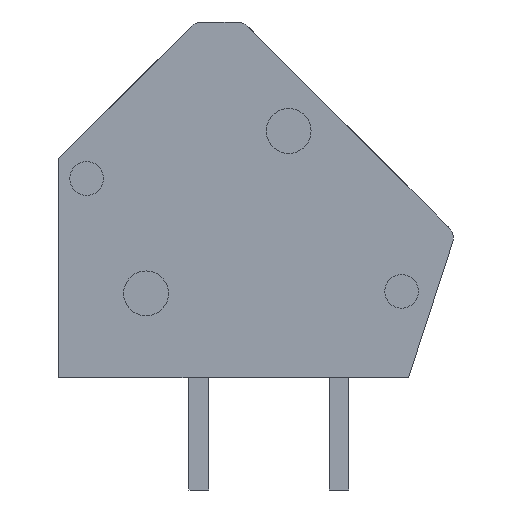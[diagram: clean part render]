
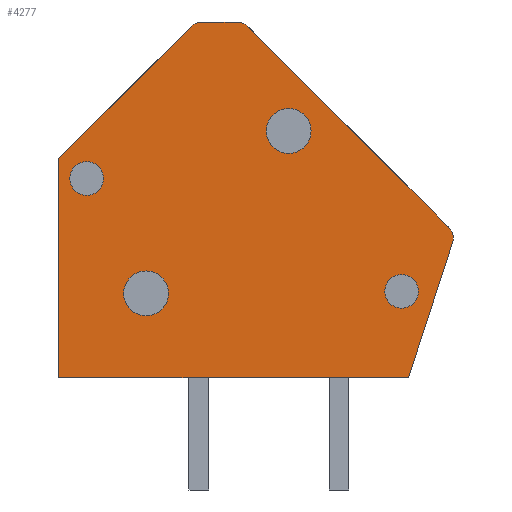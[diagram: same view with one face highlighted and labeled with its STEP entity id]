
A CAD part, left-side view. The second image highlights one B-rep face of the part: STEP entity #4277.
In plain terms, the highlighted planar face has unit normal (-1, 0, 0).
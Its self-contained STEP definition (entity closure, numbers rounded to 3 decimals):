
#1287=CARTESIAN_POINT('',(-10.5,2.325,3.019));
#1288=VERTEX_POINT('',#1287);
#1297=CARTESIAN_POINT('',(-10.5,3.925,3.019));
#1298=VERTEX_POINT('',#1297);
#1299=CARTESIAN_POINT('',(-10.5,3.125,3.019));
#1300=DIRECTION('',(-1.0,0.0,0.0));
#1301=DIRECTION('',(0.0,-1.0,0.0));
#1302=AXIS2_PLACEMENT_3D('',#1299,#1300,#1301);
#1303=CIRCLE('',#1302,0.8);
#1304=EDGE_CURVE('',#1288,#1298,#1303,.T.);
#1329=CARTESIAN_POINT('',(-10.5,-6.596,3.09));
#1330=VERTEX_POINT('',#1329);
#1339=CARTESIAN_POINT('',(-10.5,-5.396,3.09));
#1340=VERTEX_POINT('',#1339);
#1341=CARTESIAN_POINT('',(-10.5,-5.996,3.09));
#1342=DIRECTION('',(-1.0,0.0,0.0));
#1343=DIRECTION('',(0.0,-1.0,0.0));
#1344=AXIS2_PLACEMENT_3D('',#1341,#1342,#1343);
#1345=CIRCLE('',#1344,0.6);
#1346=EDGE_CURVE('',#1330,#1340,#1345,.T.);
#1371=CARTESIAN_POINT('',(-10.5,4.647,7.121));
#1372=VERTEX_POINT('',#1371);
#1381=CARTESIAN_POINT('',(-10.5,5.847,7.121));
#1382=VERTEX_POINT('',#1381);
#1383=CARTESIAN_POINT('',(-10.5,5.247,7.121));
#1384=DIRECTION('',(-1.0,0.0,0.0));
#1385=DIRECTION('',(0.0,-1.0,0.0));
#1386=AXIS2_PLACEMENT_3D('',#1383,#1384,#1385);
#1387=CIRCLE('',#1386,0.6);
#1388=EDGE_CURVE('',#1372,#1382,#1387,.T.);
#1413=CARTESIAN_POINT('',(-10.5,-2.766,8.818));
#1414=VERTEX_POINT('',#1413);
#1423=CARTESIAN_POINT('',(-10.5,-1.166,8.818));
#1424=VERTEX_POINT('',#1423);
#1425=CARTESIAN_POINT('',(-10.5,-1.966,8.818));
#1426=DIRECTION('',(-1.0,0.0,0.0));
#1427=DIRECTION('',(0.0,-1.0,0.0));
#1428=AXIS2_PLACEMENT_3D('',#1425,#1426,#1427);
#1429=CIRCLE('',#1428,0.8);
#1430=EDGE_CURVE('',#1414,#1424,#1429,.T.);
#1464=CARTESIAN_POINT('',(-10.5,-1.966,8.818));
#1465=DIRECTION('',(-1.0,0.0,0.0));
#1466=DIRECTION('',(0.0,-1.0,0.0));
#1467=AXIS2_PLACEMENT_3D('',#1464,#1465,#1466);
#1468=CIRCLE('',#1467,0.8);
#1469=EDGE_CURVE('',#1424,#1414,#1468,.T.);
#1488=CARTESIAN_POINT('',(-10.5,5.247,7.121));
#1489=DIRECTION('',(-1.0,0.0,0.0));
#1490=DIRECTION('',(0.0,-1.0,0.0));
#1491=AXIS2_PLACEMENT_3D('',#1488,#1489,#1490);
#1492=CIRCLE('',#1491,0.6);
#1493=EDGE_CURVE('',#1382,#1372,#1492,.T.);
#1512=CARTESIAN_POINT('',(-10.5,-5.996,3.09));
#1513=DIRECTION('',(-1.0,0.0,0.0));
#1514=DIRECTION('',(0.0,-1.0,0.0));
#1515=AXIS2_PLACEMENT_3D('',#1512,#1513,#1514);
#1516=CIRCLE('',#1515,0.6);
#1517=EDGE_CURVE('',#1340,#1330,#1516,.T.);
#1536=CARTESIAN_POINT('',(-10.5,3.125,3.019));
#1537=DIRECTION('',(-1.0,0.0,0.0));
#1538=DIRECTION('',(0.0,-1.0,0.0));
#1539=AXIS2_PLACEMENT_3D('',#1536,#1537,#1538);
#1540=CIRCLE('',#1539,0.8);
#1541=EDGE_CURVE('',#1298,#1288,#1540,.T.);
#2748=CARTESIAN_POINT('',(-10.5,-0.486,12.56));
#2749=VERTEX_POINT('',#2748);
#2756=CARTESIAN_POINT('',(-10.5,-7.695,5.351));
#2757=VERTEX_POINT('',#2756);
#2758=CARTESIAN_POINT('',(-10.5,-0.486,12.56));
#2759=DIRECTION('',(0.0,-0.707,-0.707));
#2760=VECTOR('',#2759,10.196);
#2761=LINE('',#2758,#2760);
#2762=EDGE_CURVE('',#2749,#2757,#2761,.T.);
#4188=CARTESIAN_POINT('',(-10.5,6.948,-0.635));
#4189=DIRECTION('',(-1.0,0.0,0.0));
#4190=DIRECTION('',(0.0,-1.0,0.0));
#4191=AXIS2_PLACEMENT_3D('',#4188,#4189,#4190);
#4192=PLANE('',#4191);
#4193=CARTESIAN_POINT('',(-10.5,6.244,0.));
#4194=VERTEX_POINT('',#4193);
#4195=CARTESIAN_POINT('',(-10.5,6.244,7.821));
#4196=VERTEX_POINT('',#4195);
#4197=CARTESIAN_POINT('',(-10.5,6.244,0.));
#4198=DIRECTION('',(0.0,0.0,1.0));
#4199=VECTOR('',#4198,7.821);
#4200=LINE('',#4197,#4199);
#4201=EDGE_CURVE('',#4194,#4196,#4200,.T.);
#4202=ORIENTED_EDGE('',*,*,#4201,.F.);
#4203=CARTESIAN_POINT('',(-10.5,-6.244,0.));
#4204=VERTEX_POINT('',#4203);
#4205=CARTESIAN_POINT('',(-10.5,-6.244,0.));
#4206=DIRECTION('',(0.0,1.0,0.0));
#4207=VECTOR('',#4206,12.488);
#4208=LINE('',#4205,#4207);
#4209=EDGE_CURVE('',#4204,#4194,#4208,.T.);
#4210=ORIENTED_EDGE('',*,*,#4209,.F.);
#4211=CARTESIAN_POINT('',(-10.5,-7.817,4.843));
#4212=VERTEX_POINT('',#4211);
#4213=CARTESIAN_POINT('',(-10.5,-7.817,4.843));
#4214=DIRECTION('',(0.0,0.309,-0.951));
#4215=VECTOR('',#4214,5.092);
#4216=LINE('',#4213,#4215);
#4217=EDGE_CURVE('',#4212,#4204,#4216,.T.);
#4218=ORIENTED_EDGE('',*,*,#4217,.F.);
#4219=CARTESIAN_POINT('',(-10.5,-7.342,4.997));
#4220=DIRECTION('',(1.,0.,0.));
#4221=DIRECTION('',(0.,-0.951,-0.309));
#4222=AXIS2_PLACEMENT_3D('',#4219,#4220,#4221);
#4223=CIRCLE('',#4222,0.5);
#4224=EDGE_CURVE('',#2757,#4212,#4223,.T.);
#4225=ORIENTED_EDGE('',*,*,#4224,.F.);
#4226=ORIENTED_EDGE('',*,*,#2762,.F.);
#4227=CARTESIAN_POINT('',(-10.5,-0.132,12.707));
#4228=VERTEX_POINT('',#4227);
#4229=CARTESIAN_POINT('',(-10.5,-0.132,12.207));
#4230=DIRECTION('',(1.,0.,0.));
#4231=DIRECTION('',(0.,-0.707,0.707));
#4232=AXIS2_PLACEMENT_3D('',#4229,#4230,#4231);
#4233=CIRCLE('',#4232,0.5);
#4234=EDGE_CURVE('',#4228,#2749,#4233,.T.);
#4235=ORIENTED_EDGE('',*,*,#4234,.F.);
#4236=CARTESIAN_POINT('',(-10.5,1.151,12.707));
#4237=VERTEX_POINT('',#4236);
#4238=CARTESIAN_POINT('',(-10.5,1.151,12.707));
#4239=DIRECTION('',(0.0,-1.0,0.0));
#4240=VECTOR('',#4239,1.283);
#4241=LINE('',#4238,#4240);
#4242=EDGE_CURVE('',#4237,#4228,#4241,.T.);
#4243=ORIENTED_EDGE('',*,*,#4242,.F.);
#4244=CARTESIAN_POINT('',(-10.5,1.504,12.56));
#4245=VERTEX_POINT('',#4244);
#4246=CARTESIAN_POINT('',(-10.5,1.151,12.207));
#4247=DIRECTION('',(1.0,0.0,0.0));
#4248=DIRECTION('',(0.0,0.0,1.0));
#4249=AXIS2_PLACEMENT_3D('',#4246,#4247,#4248);
#4250=CIRCLE('',#4249,0.5);
#4251=EDGE_CURVE('',#4245,#4237,#4250,.T.);
#4252=ORIENTED_EDGE('',*,*,#4251,.F.);
#4253=CARTESIAN_POINT('',(-10.5,6.244,7.821));
#4254=DIRECTION('',(0.0,-0.707,0.707));
#4255=VECTOR('',#4254,6.703);
#4256=LINE('',#4253,#4255);
#4257=EDGE_CURVE('',#4196,#4245,#4256,.T.);
#4258=ORIENTED_EDGE('',*,*,#4257,.F.);
#4259=EDGE_LOOP('',(#4202,#4210,#4218,#4225,#4226,#4235,#4243,#4252,#4258));
#4260=FACE_OUTER_BOUND('',#4259,.T.);
#4261=ORIENTED_EDGE('',*,*,#1469,.F.);
#4262=ORIENTED_EDGE('',*,*,#1430,.F.);
#4263=EDGE_LOOP('',(#4261,#4262));
#4264=FACE_BOUND('',#4263,.T.);
#4265=ORIENTED_EDGE('',*,*,#1493,.F.);
#4266=ORIENTED_EDGE('',*,*,#1388,.F.);
#4267=EDGE_LOOP('',(#4265,#4266));
#4268=FACE_BOUND('',#4267,.T.);
#4269=ORIENTED_EDGE('',*,*,#1517,.F.);
#4270=ORIENTED_EDGE('',*,*,#1346,.F.);
#4271=EDGE_LOOP('',(#4269,#4270));
#4272=FACE_BOUND('',#4271,.T.);
#4273=ORIENTED_EDGE('',*,*,#1541,.F.);
#4274=ORIENTED_EDGE('',*,*,#1304,.F.);
#4275=EDGE_LOOP('',(#4273,#4274));
#4276=FACE_BOUND('',#4275,.T.);
#4277=ADVANCED_FACE('',(#4260,#4264,#4268,#4272,#4276),#4192,.T.);
